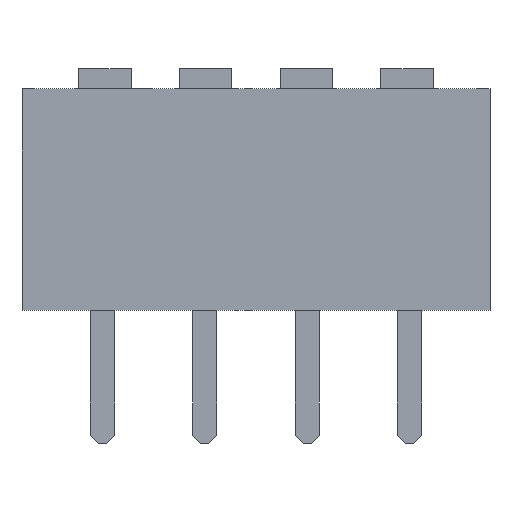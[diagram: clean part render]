
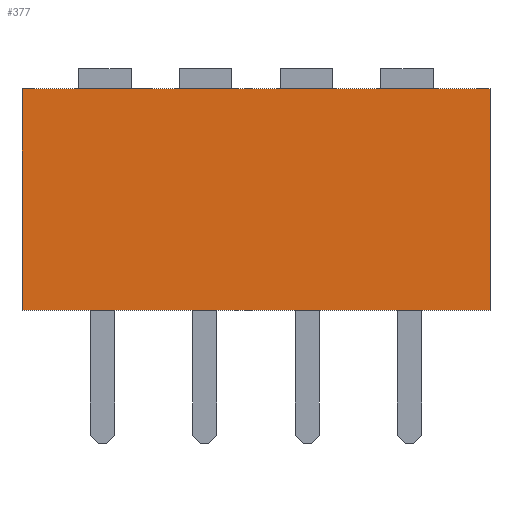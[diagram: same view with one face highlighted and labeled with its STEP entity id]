
A CAD part, front view. The second image highlights one B-rep face of the part: STEP entity #377.
In plain terms, the highlighted planar face has unit normal (0, -1, 0).
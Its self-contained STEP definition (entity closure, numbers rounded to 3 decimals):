
#377=ADVANCED_FACE('',(#3354),#3356,.T.);
#3354=FACE_BOUND('',#3355,.T.);
#3355=EDGE_LOOP('',(#5709,#5710,#5711,#5712));
#3356=PLANE('',#3357);
#3357=AXIS2_PLACEMENT_3D('',#3358,#3359,#3360);
#3358=CARTESIAN_POINT('',(-5.81,-4.95,0.));
#3359=DIRECTION('',(0.,-1.,0.));
#3360=DIRECTION('',(1.,0.,0.));
#5709=ORIENTED_EDGE('',*,*,#7360,.T.);
#5710=ORIENTED_EDGE('',*,*,#7500,.T.);
#5711=ORIENTED_EDGE('',*,*,#7504,.F.);
#5712=ORIENTED_EDGE('',*,*,#7494,.F.);
#7360=EDGE_CURVE('',#8290,#8294,#8296,.T.);
#7494=EDGE_CURVE('',#8290,#8531,#8532,.T.);
#7500=EDGE_CURVE('',#8294,#8540,#8542,.T.);
#7504=EDGE_CURVE('',#8531,#8540,#8548,.T.);
#8290=VERTEX_POINT('',#9843);
#8294=VERTEX_POINT('',#9851);
#8296=LINE('',#9855,#9856);
#8531=VERTEX_POINT('',#10358);
#8532=LINE('',#10359,#10360);
#8540=VERTEX_POINT('',#10377);
#8542=LINE('',#10381,#10382);
#8548=LINE('',#10395,#10396);
#9843=CARTESIAN_POINT('',(-5.81,-4.95,0.));
#9851=CARTESIAN_POINT('',(5.81,-4.95,0.));
#9855=CARTESIAN_POINT('',(-5.81,-4.95,0.));
#9856=VECTOR('',#9857,1.);
#9857=DIRECTION('',(1.,0.,0.));
#10358=CARTESIAN_POINT('',(-5.81,-4.95,5.5));
#10359=CARTESIAN_POINT('',(-5.81,-4.95,0.));
#10360=VECTOR('',#10361,1.);
#10361=DIRECTION('',(0.,0.,1.));
#10377=CARTESIAN_POINT('',(5.81,-4.95,5.5));
#10381=CARTESIAN_POINT('',(5.81,-4.95,0.));
#10382=VECTOR('',#10383,1.);
#10383=DIRECTION('',(0.,0.,1.));
#10395=CARTESIAN_POINT('',(-5.81,-4.95,5.5));
#10396=VECTOR('',#10397,1.);
#10397=DIRECTION('',(1.,0.,0.));
